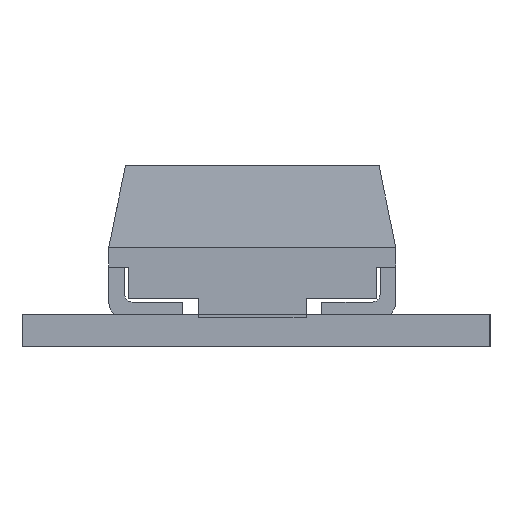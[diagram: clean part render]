
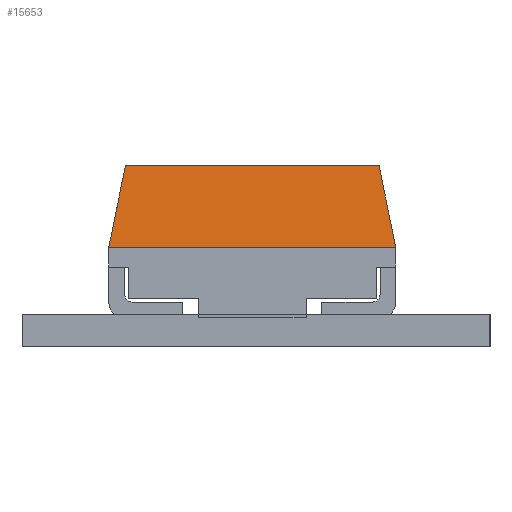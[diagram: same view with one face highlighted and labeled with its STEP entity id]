
A CAD part, left-side view. The second image highlights one B-rep face of the part: STEP entity #15653.
In plain terms, the highlighted planar face has unit normal (-0.994, 0, 0.109).
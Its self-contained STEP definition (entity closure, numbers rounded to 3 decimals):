
#15363 = VERTEX_POINT('',#15364);
#15364 = CARTESIAN_POINT('',(0.419,1.208,
    0.855));
#15370 = EDGE_CURVE('',#15363,#15371,#15373,.T.);
#15371 = VERTEX_POINT('',#15372);
#15372 = CARTESIAN_POINT('',(0.419,4.888,0.855
    ));
#15373 = LINE('',#15374,#15375);
#15374 = CARTESIAN_POINT('',(0.419,1.208,
    0.855));
#15375 = VECTOR('',#15376,1.);
#15376 = DIRECTION('',(0.,1.,0.));
#15588 = VERTEX_POINT('',#15589);
#15589 = CARTESIAN_POINT('',(0.534,4.673,
    1.905));
#15595 = EDGE_CURVE('',#15596,#15588,#15598,.T.);
#15596 = VERTEX_POINT('',#15597);
#15597 = CARTESIAN_POINT('',(0.534,1.423,1.905
    ));
#15598 = LINE('',#15599,#15600);
#15599 = CARTESIAN_POINT('',(0.534,1.423,1.905
    ));
#15600 = VECTOR('',#15601,1.);
#15601 = DIRECTION('',(0.,1.,0.));
#15624 = EDGE_CURVE('',#15588,#15371,#15625,.T.);
#15625 = LINE('',#15626,#15627);
#15626 = CARTESIAN_POINT('',(0.534,4.673,
    1.905));
#15627 = VECTOR('',#15628,1.);
#15628 = DIRECTION('',(-0.107,0.199,-0.974));
#15641 = EDGE_CURVE('',#15596,#15363,#15642,.T.);
#15642 = LINE('',#15643,#15644);
#15643 = CARTESIAN_POINT('',(0.534,1.423,1.905
    ));
#15644 = VECTOR('',#15645,1.);
#15645 = DIRECTION('',(-0.107,-0.199,-0.974));
#15653 = ADVANCED_FACE('',(#15654),#15660,.T.);
#15654 = FACE_BOUND('',#15655,.T.);
#15655 = EDGE_LOOP('',(#15656,#15657,#15658,#15659));
#15656 = ORIENTED_EDGE('',*,*,#15595,.T.);
#15657 = ORIENTED_EDGE('',*,*,#15624,.T.);
#15658 = ORIENTED_EDGE('',*,*,#15370,.F.);
#15659 = ORIENTED_EDGE('',*,*,#15641,.F.);
#15660 = PLANE('',#15661);
#15661 = AXIS2_PLACEMENT_3D('',#15662,#15663,#15664);
#15662 = CARTESIAN_POINT('',(0.534,1.423,1.905
    ));
#15663 = DIRECTION('',(-0.994,0.,
    0.109));
#15664 = DIRECTION('',(0.,-1.,0.));
